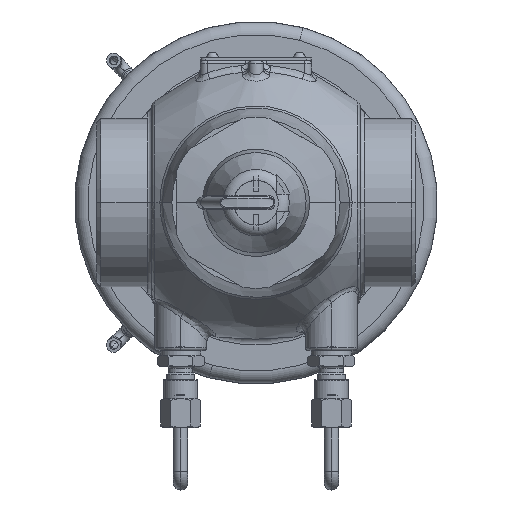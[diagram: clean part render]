
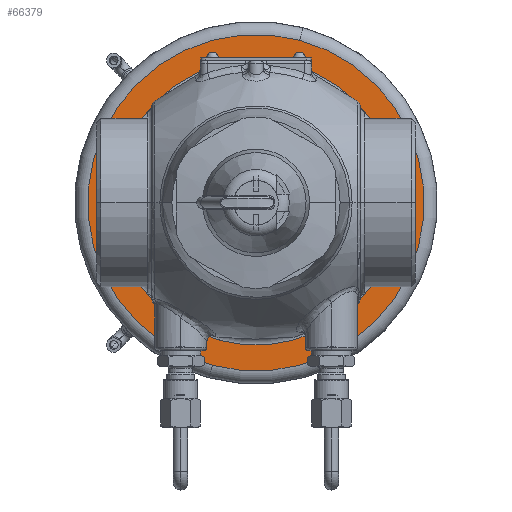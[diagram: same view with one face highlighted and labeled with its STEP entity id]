
A CAD part, front view. The second image highlights one B-rep face of the part: STEP entity #66379.
In plain terms, the highlighted planar face has unit normal (0, -1, 0).
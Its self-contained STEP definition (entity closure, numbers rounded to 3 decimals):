
#19071=CARTESIAN_POINT('',(0.,118.2,0.));
#19072=DIRECTION('',(0.,-1.,0.));
#19073=DIRECTION('',(0.259,0.,0.966));
#19074=AXIS2_PLACEMENT_3D('',#19071,#19072,#19073);
#19076=CARTESIAN_POINT('',(0.,118.2,0.));
#19077=DIRECTION('',(0.,1.,0.));
#19078=DIRECTION('',(0.259,0.,0.966));
#19079=AXIS2_PLACEMENT_3D('',#19076,#19077,#19078);
#19081=CARTESIAN_POINT('',(0.,118.2,0.));
#19082=DIRECTION('',(0.,1.,0.));
#19083=DIRECTION('',(0.259,0.,0.966));
#19084=AXIS2_PLACEMENT_3D('',#19081,#19082,#19083);
#19086=CARTESIAN_POINT('',(0.,118.2,0.));
#19087=DIRECTION('',(0.,-1.,0.));
#19088=DIRECTION('',(0.259,0.,0.966));
#19089=AXIS2_PLACEMENT_3D('',#19086,#19087,#19088);
#47473=CARTESIAN_POINT('',(15.024,118.2,56.072));
#47475=VERTEX_POINT('',#47473);
#47476=CARTESIAN_POINT('',(12.718,118.2,47.463));
#47478=VERTEX_POINT('',#47476);
#47505=CARTESIAN_POINT('',(-15.024,118.2,-56.072));
#47507=VERTEX_POINT('',#47505);
#47508=CARTESIAN_POINT('',(-12.718,118.2,-47.463));
#47510=VERTEX_POINT('',#47508);
#66364=CARTESIAN_POINT('',(0.,118.2,0.));
#66365=DIRECTION('',(0.,1.,0.));
#66366=DIRECTION('',(-0.259,0.,-0.966));
#66367=AXIS2_PLACEMENT_3D('',#66364,#66365,#66366);
#66368=PLANE('',#66367);
#66370=ORIENTED_EDGE('',*,*,#66369,.T.);
#66372=ORIENTED_EDGE('',*,*,#66371,.F.);
#66373=EDGE_LOOP('',(#66370,#66372));
#66374=FACE_OUTER_BOUND('',#66373,.F.);
#66375=ORIENTED_EDGE('',*,*,#66346,.T.);
#66376=ORIENTED_EDGE('',*,*,#66357,.F.);
#66377=EDGE_LOOP('',(#66375,#66376));
#66378=FACE_BOUND('',#66377,.F.);
#66379=ADVANCED_FACE('',(#66374,#66378),#66368,.F.);
#19075=CIRCLE('',#19074,49.137);
#19080=CIRCLE('',#19079,49.137);
#19085=CIRCLE('',#19084,58.05);
#19090=CIRCLE('',#19089,58.05);
#66346=EDGE_CURVE('',#47478,#47510,#19075,.T.);
#66357=EDGE_CURVE('',#47478,#47510,#19080,.T.);
#66369=EDGE_CURVE('',#47475,#47507,#19085,.T.);
#66371=EDGE_CURVE('',#47475,#47507,#19090,.T.);
